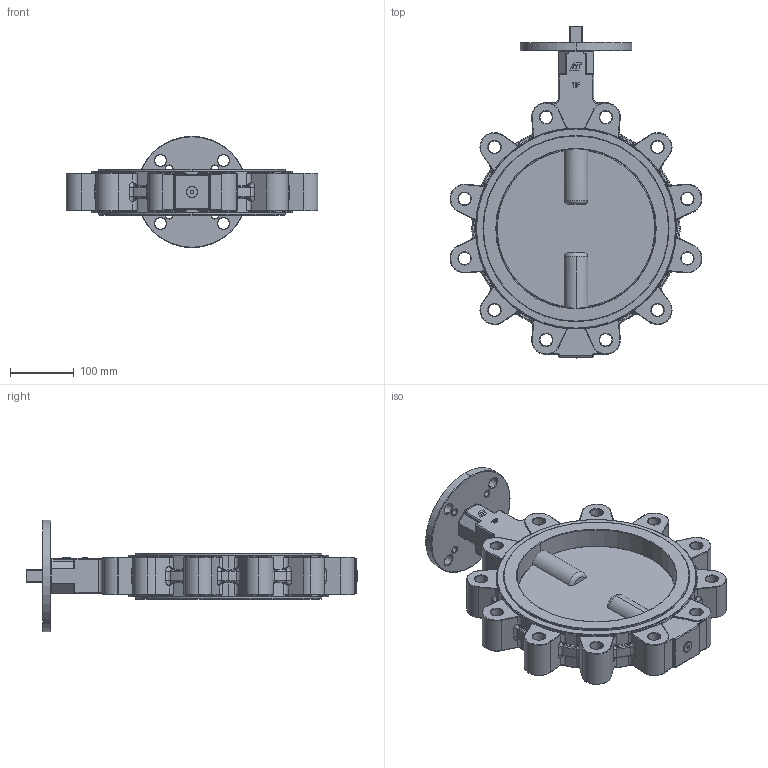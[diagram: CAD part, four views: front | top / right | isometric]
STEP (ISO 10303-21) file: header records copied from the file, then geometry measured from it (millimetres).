
FILE_DESCRIPTION (( 'STEP AP214' ), '1' );
FILE_NAME ('OS-L1-1000-XXX.step', '2019-08-12T18:29:28', ( '' ), ( '' ), 'SwSTEP 2.0', 'SolidWorks 2019', '' );
FILE_SCHEMA (( 'AUTOMOTIVE_DESIGN' ));
Length unit declared in the file: inch
Products named in the file (9): 25198; OS-L1-1000-XXX; 25201; 25114; 25125
Assembly tree (4 placements, depth 2):
  OS-L1-1000-XXX
    25125
    25201
    25198
    25114
  25201
  25114
  25198
  25125
Bounding box: 395.34 x 521.27 x 174.98 mm (x, y, z)
Volume: 4570970.1 mm3; surface area: 637226.1 mm2
Topology: 4 solids, 4 shells, 973 faces, 2379 edges, 1329 vertices
Faces by surface type: cylinder 324, torus 259, bspline 222, plane 158, sphere 8, cone 2
Entity records: 37323 total; most frequent: CARTESIAN_POINT 15581, ORIENTED_EDGE 4558, DIRECTION 4361, EDGE_CURVE 2279, AXIS2_PLACEMENT_3D 1860, VERTEX_POINT 1329, CIRCLE 1101, EDGE_LOOP 1032
